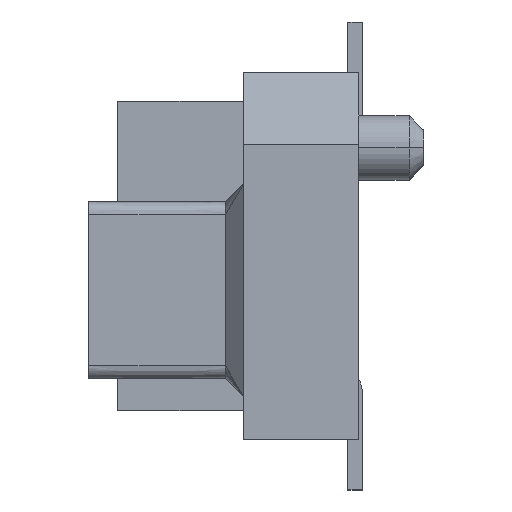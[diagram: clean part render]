
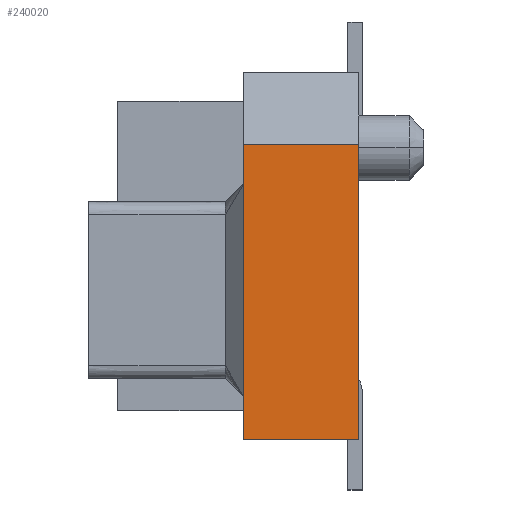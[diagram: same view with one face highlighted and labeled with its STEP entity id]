
A CAD part, left-side view. The second image highlights one B-rep face of the part: STEP entity #240020.
In plain terms, the highlighted planar face has unit normal (-1, 0, 0).
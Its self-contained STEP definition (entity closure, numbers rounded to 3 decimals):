
#105440=CARTESIAN_POINT('',(15.,-1.,-2.55));
#105450=VERTEX_POINT('',#105440);
#105480=CARTESIAN_POINT('',(15.,-1.,0.));
#105490=DIRECTION('',(0.,0.,1.));
#105500=VECTOR('',#105490,1.);
#105510=LINE('',#105480,#105500);
#105520=CARTESIAN_POINT('',(15.,-1.,1.55));
#105530=VERTEX_POINT('',#105520);
#105540=EDGE_CURVE('',#105450,#105530,#105510,.T.);
#234670=CARTESIAN_POINT('',(15.,0.,-2.55));
#234680=DIRECTION('',(0.,-1.,0.));
#234690=VECTOR('',#234680,1.);
#234700=LINE('',#234670,#234690);
#234710=CARTESIAN_POINT('',(15.,0.6,-2.55));
#234720=VERTEX_POINT('',#234710);
#234730=EDGE_CURVE('',#234720,#105450,#234700,.T.);
#239680=CARTESIAN_POINT('',(15.,0.,1.55));
#239690=DIRECTION('',(0.,1.,0.));
#239700=VECTOR('',#239690,1.);
#239710=LINE('',#239680,#239700);
#239720=CARTESIAN_POINT('',(15.,0.6,1.55));
#239730=VERTEX_POINT('',#239720);
#239740=EDGE_CURVE('',#105530,#239730,#239710,.T.);
#239860=CARTESIAN_POINT('',(15.,0.3,-0.5));
#239870=DIRECTION('',(-1.,0.,0.));
#239880=DIRECTION('',(0.,0.,1.));
#239890=AXIS2_PLACEMENT_3D('',#239860,#239870,#239880);
#239900=PLANE('',#239890);
#239910=ORIENTED_EDGE('',*,*,#105540,.T.);
#239920=ORIENTED_EDGE('',*,*,#234730,.T.);
#239930=CARTESIAN_POINT('',(15.,0.6,0.));
#239940=DIRECTION('',(0.,0.,-1.));
#239950=VECTOR('',#239940,1.);
#239960=LINE('',#239930,#239950);
#239970=EDGE_CURVE('',#239730,#234720,#239960,.T.);
#239980=ORIENTED_EDGE('',*,*,#239970,.T.);
#239990=ORIENTED_EDGE('',*,*,#239740,.T.);
#240000=EDGE_LOOP('',(#239990,#239980,#239920,#239910));
#240010=FACE_OUTER_BOUND('',#240000,.T.);
#240020=ADVANCED_FACE('',(#240010),#239900,.T.);
